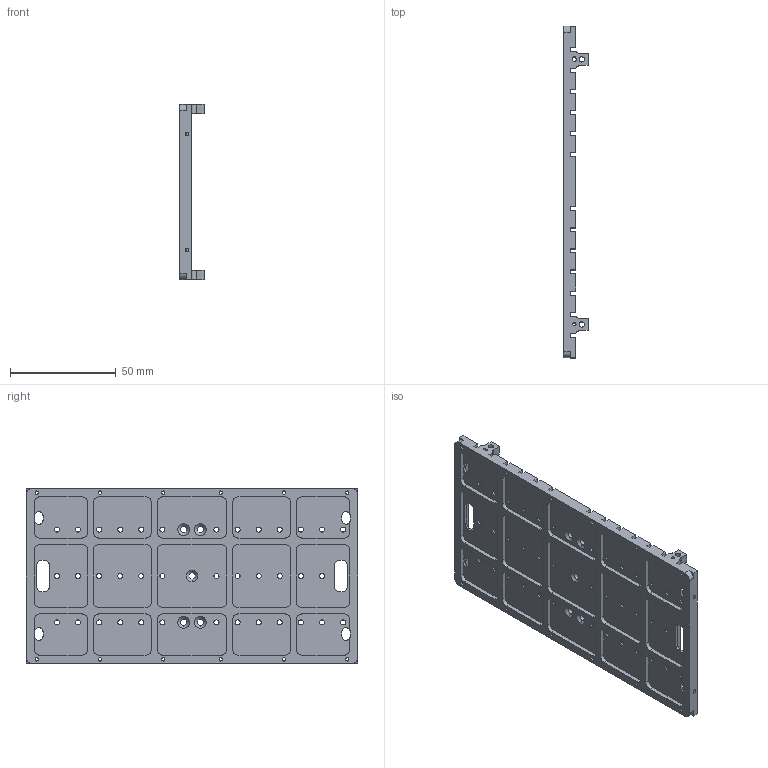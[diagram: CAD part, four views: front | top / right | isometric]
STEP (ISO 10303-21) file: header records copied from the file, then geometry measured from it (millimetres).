
FILE_DESCRIPTION (( 'STEP AP203' ), '1' );
FILE_NAME ('1.5U_YFrame.STEP', '2022-01-09T18:44:40', ( '' ), ( '' ), 'SwSTEP 2.0', 'SolidWorks 2020', '' );
FILE_SCHEMA (( 'CONFIG_CONTROL_DESIGN' ));
Length unit declared in the file: millimetre
Products named in the file (1): 1.5U_YFrame
Bounding box: 11.5 x 157.2 x 83 mm (x, y, z)
Volume: 32635.8 mm3; surface area: 38477.3 mm2
Topology: 1 solids, 1 shells, 516 faces, 1509 edges, 1001 vertices
Faces by surface type: cylinder 256, plane 237, bspline 13, cone 10
Entity records: 19013 total; most frequent: CARTESIAN_POINT 4557, ORIENTED_EDGE 3018, DIRECTION 3002, EDGE_CURVE 1509, AXIS2_PLACEMENT_3D 1034, VERTEX_POINT 1001, LINE 934, VECTOR 934
